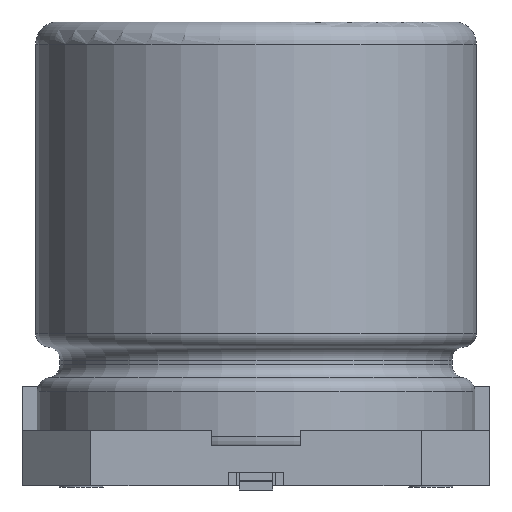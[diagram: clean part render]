
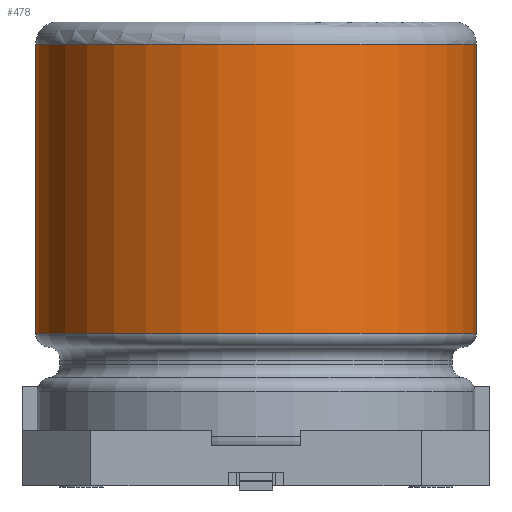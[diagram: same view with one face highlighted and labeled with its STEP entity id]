
A CAD part, front view. The second image highlights one B-rep face of the part: STEP entity #478.
In plain terms, the highlighted cylindrical face has radius 8 mm (diameter 16 mm), a full revolution.
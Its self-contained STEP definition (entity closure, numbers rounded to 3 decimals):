
#478 = ADVANCED_FACE( '', ( #1110, #1111 ), #1112, .T. );
#1110 = FACE_OUTER_BOUND( '', #1940, .T. );
#1111 = FACE_OUTER_BOUND( '', #1941, .T. );
#1112 = CYLINDRICAL_SURFACE( '', #1942, 8. );
#1940 = EDGE_LOOP( '', ( #3312 ) );
#1941 = EDGE_LOOP( '', ( #3313 ) );
#1942 = AXIS2_PLACEMENT_3D( '', #3314, #3315, #3316 );
#3312 = ORIENTED_EDGE( '', *, *, #5428, .T. );
#3313 = ORIENTED_EDGE( '', *, *, #5094, .T. );
#3314 = CARTESIAN_POINT( '', ( 0., 0., 9.9 ) );
#3315 = DIRECTION( '', ( 0., 0., -1. ) );
#3316 = DIRECTION( '', ( 1., 0., 0. ) );
#5094 = EDGE_CURVE( '', #6053, #6053, #6054, .T. );
#5428 = EDGE_CURVE( '', #6603, #6603, #6604, .T. );
#6053 = VERTEX_POINT( '', #7477 );
#6054 = CIRCLE( '', #7478, 8. );
#6603 = VERTEX_POINT( '', #8506 );
#6604 = CIRCLE( '', #8507, 8. );
#7477 = CARTESIAN_POINT( '', ( 8., 0., 4.528 ) );
#7478 = AXIS2_PLACEMENT_3D( '', #9680, #9681, #9682 );
#8506 = CARTESIAN_POINT( '', ( -8., 0., 15.05 ) );
#8507 = AXIS2_PLACEMENT_3D( '', #9965, #9966, #9967 );
#9680 = CARTESIAN_POINT( '', ( 0., 0., 4.528 ) );
#9681 = DIRECTION( '', ( 0., 0., 1. ) );
#9682 = DIRECTION( '', ( 1., 0., 0. ) );
#9965 = CARTESIAN_POINT( '', ( 0., 0., 15.05 ) );
#9966 = DIRECTION( '', ( 0., 0., -1. ) );
#9967 = DIRECTION( '', ( -1., 0., 0. ) );
